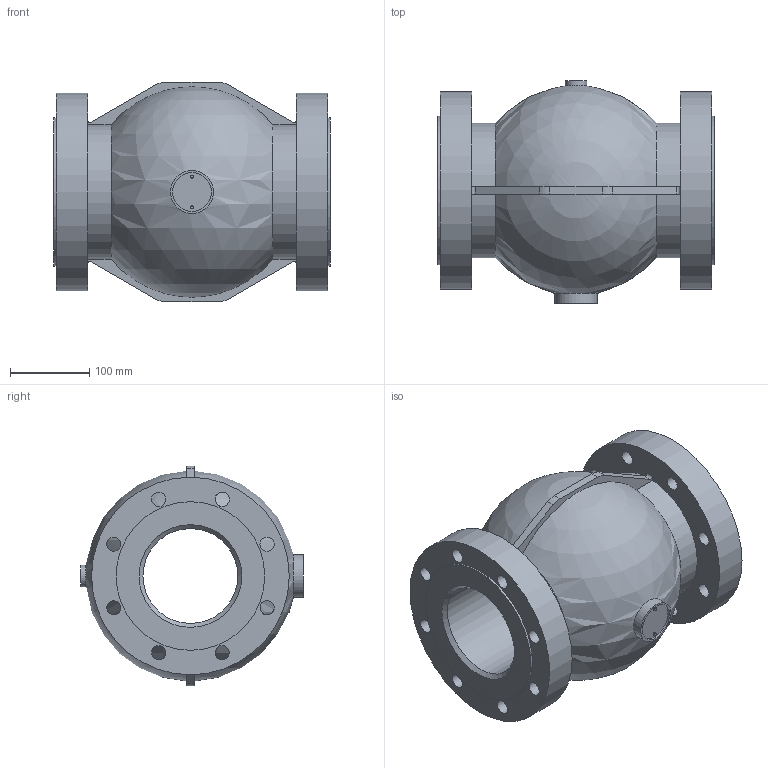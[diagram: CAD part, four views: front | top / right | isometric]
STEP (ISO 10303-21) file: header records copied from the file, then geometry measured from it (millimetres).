
FILE_DESCRIPTION((''),'2;1');
FILE_NAME('Quetschventil DN125 Standard.stp','2008-07-21T16:13:14',('hellwig'),(''),'Autodesk Inventor 2008','Autodesk Inventor 2008','');
FILE_SCHEMA(('AUTOMOTIVE_DESIGN { 1 0 10303 214 1 1 1 1 }'));
Length unit declared in the file: millimetre
Products named in the file (1): Quetschventil DN125
Bounding box: 350 x 282 x 278 mm (x, y, z)
Volume: 10499213.7 mm3; surface area: 571921.8 mm2
Topology: 1 solids, 1 shells, 64 faces, 174 edges, 121 vertices
Faces by surface type: cylinder 28, plane 18, bspline 14, cone 2, sphere 2
Full cylindrical faces by diameter (mm): 4 x2, 18 x8, 27 x1, 49 x1, 54 x1, 120 x1, 188 x1, 250 x1
Entity records: 2106 total; most frequent: CARTESIAN_POINT 577, DIRECTION 312, ORIENTED_EDGE 256, EDGE_LOOP 138, AXIS2_PLACEMENT_3D 134, EDGE_CURVE 128, VERTEX_POINT 104, CIRCLE 83
